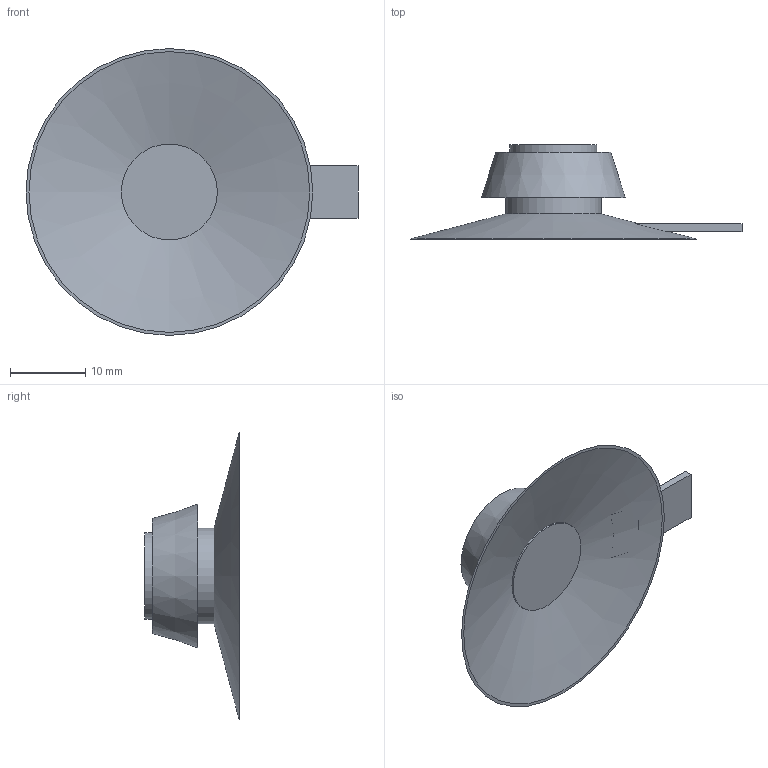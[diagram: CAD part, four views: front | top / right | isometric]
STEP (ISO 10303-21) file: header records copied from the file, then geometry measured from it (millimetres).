
FILE_DESCRIPTION(/* description */ (''),/* implementation_level */ '2;1');
FILE_NAME(/* name */ 'suction_cup_gitano.step',/* time_stamp */ '2020-12-06T11:46:06-05:00',/* author */ (''),/* organization */ (''),/* preprocessor_version */ 'ST-DEVELOPER v18.1',/* originating_system */ 'Autodesk Translation Framework v9.3.0.1241',/* authorisation */ '');
FILE_SCHEMA (('AUTOMOTIVE_DESIGN { 1 0 10303 214 3 1 1 }'));
Length unit declared in the file: millimetre
Products named in the file (1): suction_cup
Bounding box: 44 x 12.5 x 38 mm (x, y, z)
Volume: 1830.3 mm3; surface area: 3291.8 mm2
Topology: 1 solids, 1 shells, 18 faces, 31 edges, 20 vertices
Faces by surface type: plane 11, cylinder 4, cone 3
Full cylindrical faces by diameter (mm): 6.5 x1, 11.5 x1, 12.7 x2
Entity records: 464 total; most frequent: DIRECTION 81, CARTESIAN_POINT 74, ORIENTED_EDGE 62, AXIS2_PLACEMENT_3D 33, EDGE_CURVE 31, EDGE_LOOP 23, VERTEX_POINT 20, FACE_OUTER_BOUND 18
